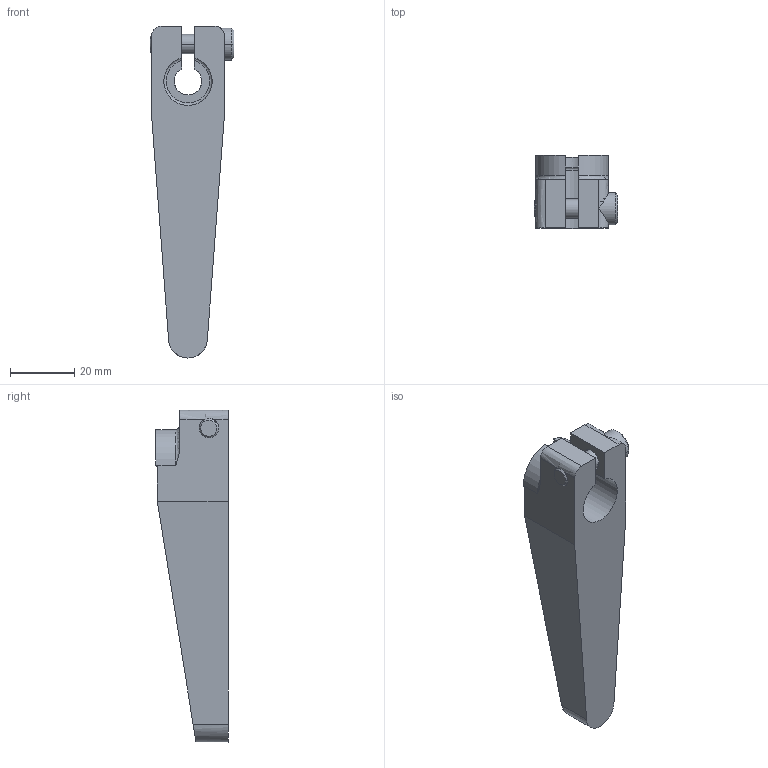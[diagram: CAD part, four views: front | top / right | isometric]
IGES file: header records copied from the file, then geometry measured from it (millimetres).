
Start section:  PTC IGES file: ilcml9142502.igs
Global section: file name: ilcml9142502.igs; native system: Pro/ENGINEER by Parametric Technology Corporation; preprocessor: 2007460; author: QAM; organization: Unknown; date: 20130710.115252; units: millimetre
Bounding box: 26 x 22.5 x 103 mm (x, y, z)
Surface area: 9502.8 mm2 (no closed solid volume)
Topology: 0 solids, 0 shells, 55 faces, 274 edges, 274 vertices
Faces by surface type: revolution 28, bspline 27
